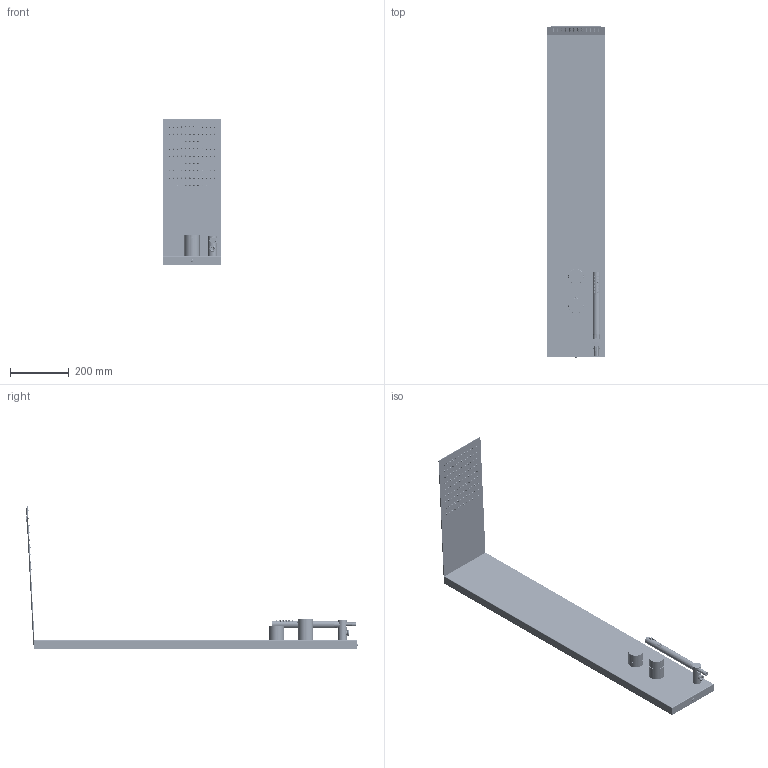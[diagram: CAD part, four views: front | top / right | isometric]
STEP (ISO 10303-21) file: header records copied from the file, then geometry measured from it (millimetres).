
FILE_DESCRIPTION((''),'2;1');
FILE_NAME('ZCOL673CR','2021-11-11T13:39:05',('ut3'),('PAFFONI SpA'),'CREO PARAMETRIC BY PTC INC, 2020044','CREO PARAMETRIC BY PTC INC, 2020044','');
FILE_SCHEMA(('CONFIG_CONTROL_DESIGN','SHAPE_APPEARANCE_LAYERS_GROUPS'));
Products named in the file (1): ZCOL673CR
Bounding box: 200 x 1131.48 x 499.42 mm (x, y, z)
Volume: 1002277.2 mm3; surface area: 1117738.6 mm2
Topology: 6 solids, 6 shells, 5989 faces, 13934 edges, 8393 vertices
Faces by surface type: torus 2226, cylinder 1567, plane 1212, cone 532, bspline 221, extrusion 176, sphere 51, revolution 4
Entity records: 211638 total; most frequent: CARTESIAN_POINT 70233, DIRECTION 31827, ORIENTED_EDGE 27698, AXIS2_PLACEMENT_3D 13943, EDGE_CURVE 13849, VERTEX_POINT 8393, CIRCLE 8355, EDGE_LOOP 6818
